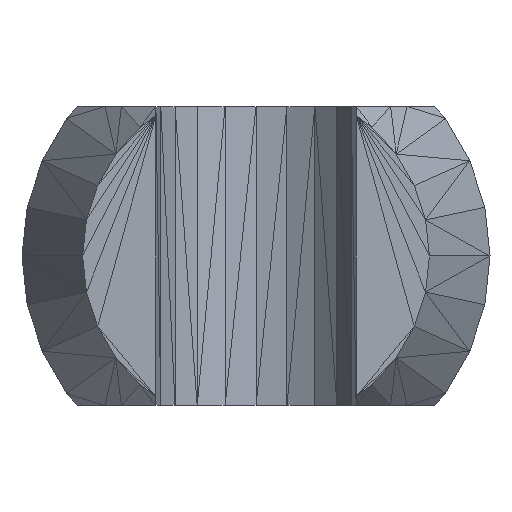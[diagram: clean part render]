
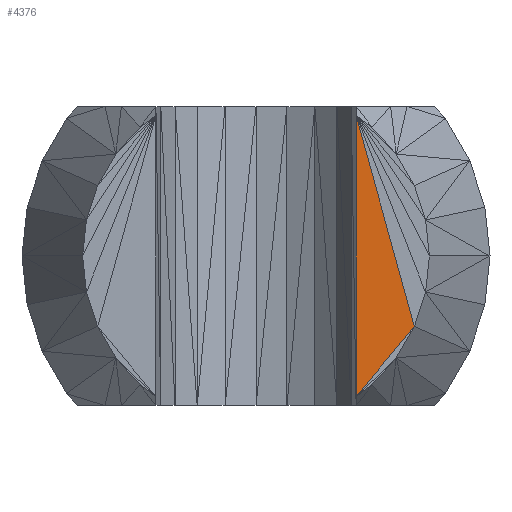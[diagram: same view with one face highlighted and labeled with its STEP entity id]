
A CAD part, front view. The second image highlights one B-rep face of the part: STEP entity #4376.
In plain terms, the highlighted planar face has unit normal (0, -1, 0).
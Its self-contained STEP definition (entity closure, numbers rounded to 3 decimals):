
#6 = FACE_OUTER_BOUND ( 'NONE', #862, .T. ) ;
#113 = LINE ( 'NONE', #2080, #8779 ) ;
#284 = CARTESIAN_POINT ( 'NONE',  ( 1.155, -4.55, 3.344 ) ) ;
#770 = DIRECTION ( 'NONE',  ( 0., -1., 0. ) ) ;
#862 = EDGE_LOOP ( 'NONE', ( #1611, #4597, #5345 ) ) ;
#1226 = DIRECTION ( 'NONE',  ( 0.266, 0., -0.964 ) ) ;
#1307 = LINE ( 'NONE', #7547, #3863 ) ;
#1611 = ORIENTED_EDGE ( 'NONE', *, *, #5591, .T. ) ;
#1796 = CARTESIAN_POINT ( 'NONE',  ( 1.827, -4.55, 0.912 ) ) ;
#2080 = CARTESIAN_POINT ( 'NONE',  ( 1.155, -4.55, 3.344 ) ) ;
#2468 = VECTOR ( 'NONE', #1226, 1000. ) ;
#2747 = EDGE_CURVE ( 'NONE', #6978, #5669, #7250, .T. ) ;
#2828 = PLANE ( 'NONE',  #8753 ) ;
#3863 = VECTOR ( 'NONE', #5577, 1000. ) ;
#3921 = CARTESIAN_POINT ( 'NONE',  ( 1.155, -4.55, 3.344 ) ) ;
#4375 = EDGE_CURVE ( 'NONE', #5979, #5669, #1307, .T. ) ;
#4376 = ADVANCED_FACE ( 'NONE', ( #6 ), #2828, .T. ) ;
#4597 = ORIENTED_EDGE ( 'NONE', *, *, #4375, .T. ) ;
#4736 = DIRECTION ( 'NONE',  ( 0., 0., -1. ) ) ;
#5345 = ORIENTED_EDGE ( 'NONE', *, *, #2747, .F. ) ;
#5391 = CARTESIAN_POINT ( 'NONE',  ( 0., -4.55, 0. ) ) ;
#5518 = CARTESIAN_POINT ( 'NONE',  ( 1.155, -4.55, 0.106 ) ) ;
#5577 = DIRECTION ( 'NONE',  ( 0.64, 0., 0.768 ) ) ;
#5591 = EDGE_CURVE ( 'NONE', #6978, #5979, #113, .T. ) ;
#5669 = VERTEX_POINT ( 'NONE', #1796 ) ;
#5979 = VERTEX_POINT ( 'NONE', #5518 ) ;
#6111 = DIRECTION ( 'NONE',  ( 0., 0., -1. ) ) ;
#6978 = VERTEX_POINT ( 'NONE', #284 ) ;
#7250 = LINE ( 'NONE', #3921, #2468 ) ;
#7547 = CARTESIAN_POINT ( 'NONE',  ( 1.155, -4.55, 0.106 ) ) ;
#8753 = AXIS2_PLACEMENT_3D ( 'NONE', #5391, #770, #6111 ) ;
#8779 = VECTOR ( 'NONE', #4736, 1000. ) ;
